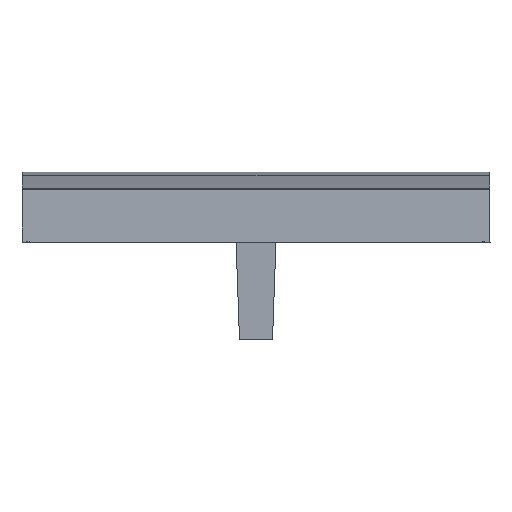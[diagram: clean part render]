
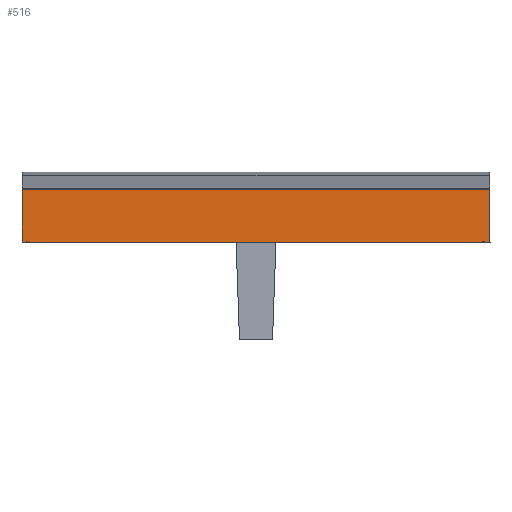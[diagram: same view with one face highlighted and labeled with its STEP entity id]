
A CAD part, left-side view. The second image highlights one B-rep face of the part: STEP entity #516.
In plain terms, the highlighted planar face has unit normal (-1, 0, 0).
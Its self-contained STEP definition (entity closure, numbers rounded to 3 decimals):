
#99 = DIRECTION ( 'NONE',  ( -1., 0., 0. ) ) ;
#124 = ORIENTED_EDGE ( 'NONE', *, *, #525, .T. ) ;
#226 = VECTOR ( 'NONE', #1183, 1000. ) ;
#318 = CARTESIAN_POINT ( 'NONE',  ( -62.5, -10.52, -0.4 ) ) ;
#417 = FACE_OUTER_BOUND ( 'NONE', #1350, .T. ) ;
#474 = LINE ( 'NONE', #318, #2344 ) ;
#494 = CARTESIAN_POINT ( 'NONE',  ( -62.5, 10.52, -0.4 ) ) ;
#497 = CARTESIAN_POINT ( 'NONE',  ( -62.5, -10.01, 58.004 ) ) ;
#512 = EDGE_CURVE ( 'NONE', #1760, #2006, #877, .T. ) ;
#516 = ADVANCED_FACE ( 'NONE', ( #417 ), #2359, .T. ) ;
#525 = EDGE_CURVE ( 'NONE', #2390, #719, #474, .T. ) ;
#641 = ORIENTED_EDGE ( 'NONE', *, *, #512, .F. ) ;
#719 = VERTEX_POINT ( 'NONE', #1219 ) ;
#877 = LINE ( 'NONE', #494, #2402 ) ;
#1015 = LINE ( 'NONE', #2357, #226 ) ;
#1073 = ORIENTED_EDGE ( 'NONE', *, *, #1544, .F. ) ;
#1183 = DIRECTION ( 'NONE',  ( 0., 1., 0. ) ) ;
#1185 = CARTESIAN_POINT ( 'NONE',  ( -62.5, 10.266, 69.263 ) ) ;
#1219 = CARTESIAN_POINT ( 'NONE',  ( -62.5, -9.991, 60.267 ) ) ;
#1233 = CARTESIAN_POINT ( 'NONE',  ( -62.5, 136.314, 60.267 ) ) ;
#1350 = EDGE_LOOP ( 'NONE', ( #641, #1834, #124, #1073 ) ) ;
#1357 = DIRECTION ( 'NONE',  ( 0., 0., 1. ) ) ;
#1378 = EDGE_CURVE ( 'NONE', #2390, #1760, #1015, .T. ) ;
#1544 = EDGE_CURVE ( 'NONE', #2006, #719, #1750, .T. ) ;
#1729 = DIRECTION ( 'NONE',  ( 0., -0.009, 1. ) ) ;
#1750 = LINE ( 'NONE', #1233, #2306 ) ;
#1760 = VERTEX_POINT ( 'NONE', #1829 ) ;
#1829 = CARTESIAN_POINT ( 'NONE',  ( -62.5, 10.01, 58.004 ) ) ;
#1834 = ORIENTED_EDGE ( 'NONE', *, *, #1378, .F. ) ;
#1914 = AXIS2_PLACEMENT_3D ( 'NONE', #1185, #99, #1357 ) ;
#2006 = VERTEX_POINT ( 'NONE', #2413 ) ;
#2010 = DIRECTION ( 'NONE',  ( 0., -1., 0. ) ) ;
#2147 = DIRECTION ( 'NONE',  ( 0., 0.009, 1. ) ) ;
#2306 = VECTOR ( 'NONE', #2010, 1000. ) ;
#2344 = VECTOR ( 'NONE', #2147, 1000. ) ;
#2357 = CARTESIAN_POINT ( 'NONE',  ( -62.5, 0.06, 58.004 ) ) ;
#2359 = PLANE ( 'NONE',  #1914 ) ;
#2390 = VERTEX_POINT ( 'NONE', #497 ) ;
#2402 = VECTOR ( 'NONE', #1729, 1000. ) ;
#2413 = CARTESIAN_POINT ( 'NONE',  ( -62.5, 9.991, 60.267 ) ) ;
